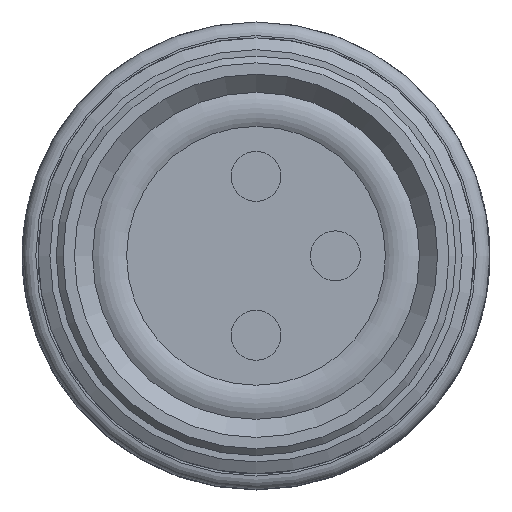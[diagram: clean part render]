
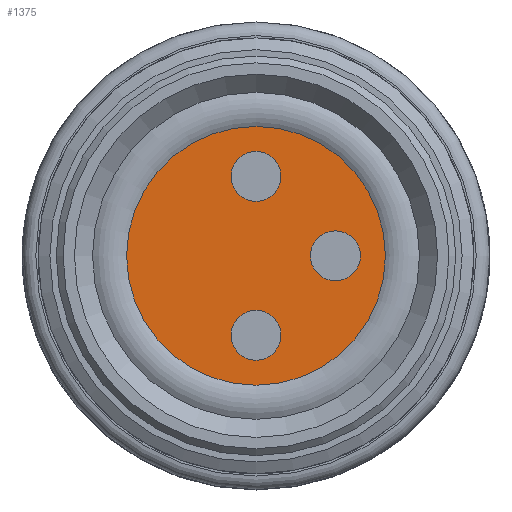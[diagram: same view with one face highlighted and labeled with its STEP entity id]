
A CAD part, front view. The second image highlights one B-rep face of the part: STEP entity #1375.
In plain terms, the highlighted planar face has unit normal (0, -1, 0).
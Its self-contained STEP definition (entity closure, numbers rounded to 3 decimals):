
#868=PLANE('',#5510);
#1375=ADVANCED_FACE('',(#1698,#1699,#1700,#1701),#868,.F.);
#1698=FACE_BOUND('',#2010,.T.);
#1699=FACE_BOUND('',#2011,.T.);
#1700=FACE_BOUND('',#2012,.T.);
#1701=FACE_BOUND('',#2013,.T.);
#2010=EDGE_LOOP('',(#3072));
#2011=EDGE_LOOP('',(#3073));
#2012=EDGE_LOOP('',(#3074));
#2013=EDGE_LOOP('',(#3075));
#3072=ORIENTED_EDGE('',*,*,#4500,.F.);
#3073=ORIENTED_EDGE('',*,*,#4499,.F.);
#3074=ORIENTED_EDGE('',*,*,#4498,.F.);
#3075=ORIENTED_EDGE('',*,*,#4501,.F.);
#3883=VERTEX_POINT('',#9281);
#3884=VERTEX_POINT('',#9284);
#3885=VERTEX_POINT('',#9287);
#3886=VERTEX_POINT('',#9290);
#4498=EDGE_CURVE('',#3883,#3883,#4971,.T.);
#4499=EDGE_CURVE('',#3884,#3884,#4972,.T.);
#4500=EDGE_CURVE('',#3885,#3885,#4973,.T.);
#4501=EDGE_CURVE('',#3886,#3886,#4974,.T.);
#4971=CIRCLE('',#5503,0.55);
#4972=CIRCLE('',#5505,0.55);
#4973=CIRCLE('',#5507,0.55);
#4974=CIRCLE('',#5509,2.85);
#5503=AXIS2_PLACEMENT_3D('',#9280,#6701,#6702);
#5505=AXIS2_PLACEMENT_3D('',#9283,#6705,#6706);
#5507=AXIS2_PLACEMENT_3D('',#9286,#6709,#6710);
#5509=AXIS2_PLACEMENT_3D('',#9289,#6713,#6714);
#5510=AXIS2_PLACEMENT_3D('',#9291,#6715,#6716);
#6701=DIRECTION('',(0.,-1.,0.));
#6702=DIRECTION('',(0.,0.,-1.));
#6705=DIRECTION('',(0.,-1.,0.));
#6706=DIRECTION('',(0.,0.,-1.));
#6709=DIRECTION('',(0.,-1.,0.));
#6710=DIRECTION('',(0.,0.,-1.));
#6713=DIRECTION('',(0.,1.,0.));
#6714=DIRECTION('',(1.,0.,0.));
#6715=DIRECTION('',(0.,1.,0.));
#6716=DIRECTION('',(1.,0.,0.));
#9280=CARTESIAN_POINT('',(100.,-5.546,0.004));
#9281=CARTESIAN_POINT('',(100.,-5.546,-0.546));
#9283=CARTESIAN_POINT('',(98.25,-5.546,1.754));
#9284=CARTESIAN_POINT('',(98.25,-5.546,1.204));
#9286=CARTESIAN_POINT('',(98.25,-5.546,-1.746));
#9287=CARTESIAN_POINT('',(98.25,-5.546,-2.296));
#9289=CARTESIAN_POINT('',(98.25,-5.546,0.004));
#9290=CARTESIAN_POINT('',(101.1,-5.546,0.004));
#9291=CARTESIAN_POINT('',(98.25,-5.546,0.004));
